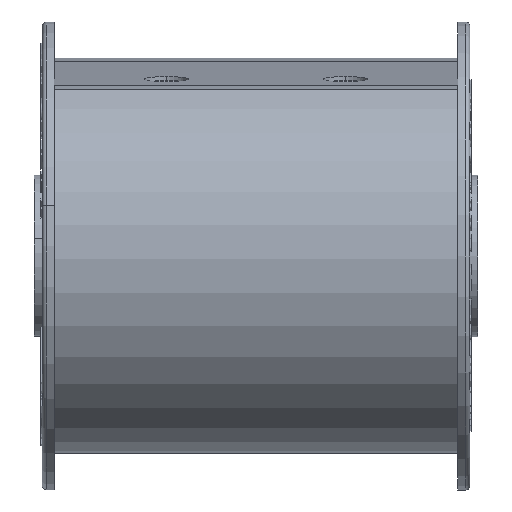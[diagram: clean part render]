
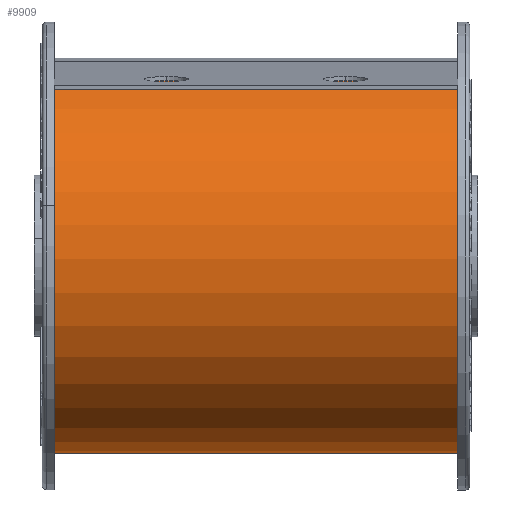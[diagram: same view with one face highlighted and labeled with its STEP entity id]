
A CAD part, left-side view. The second image highlights one B-rep face of the part: STEP entity #9909.
In plain terms, the highlighted cylindrical face has radius 24.25 mm (diameter 48.5 mm), a partial arc.
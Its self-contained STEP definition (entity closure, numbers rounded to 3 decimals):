
#205 = EDGE_CURVE ( 'NONE', #5504, #5773, #10763, .T. ) ;
#767 = CARTESIAN_POINT ( 'NONE',  ( -0.25, 50., 0. ) ) ;
#853 = CARTESIAN_POINT ( 'NONE',  ( -24.5, 50., 0. ) ) ;
#873 = ORIENTED_EDGE ( 'NONE', *, *, #205, .F. ) ;
#1127 = EDGE_CURVE ( 'NONE', #5047, #9795, #17833, .T. ) ;
#2349 = DIRECTION ( 'NONE',  ( 0., -1., 0. ) ) ;
#2555 = DIRECTION ( 'NONE',  ( 0., -1., 0. ) ) ;
#2898 = CYLINDRICAL_SURFACE ( 'NONE', #16452, 24.25 ) ;
#2902 = CIRCLE ( 'NONE', #7443, 24.25 ) ;
#2935 = AXIS2_PLACEMENT_3D ( 'NONE', #12114, #10570, #17793 ) ;
#4749 = ORIENTED_EDGE ( 'NONE', *, *, #17586, .F. ) ;
#5047 = VERTEX_POINT ( 'NONE', #853 ) ;
#5068 = EDGE_LOOP ( 'NONE', ( #4749, #873, #8265, #11579 ) ) ;
#5071 = CARTESIAN_POINT ( 'NONE',  ( -24.5, 0., 0. ) ) ;
#5251 = DIRECTION ( 'NONE',  ( 1., 0., 0. ) ) ;
#5504 = VERTEX_POINT ( 'NONE', #21643 ) ;
#5773 = VERTEX_POINT ( 'NONE', #13807 ) ;
#6815 = VECTOR ( 'NONE', #16223, 1000. ) ;
#7443 = AXIS2_PLACEMENT_3D ( 'NONE', #9592, #2349, #5251 ) ;
#7866 = CIRCLE ( 'NONE', #2935, 24.25 ) ;
#8265 = ORIENTED_EDGE ( 'NONE', *, *, #16332, .T. ) ;
#9074 = CARTESIAN_POINT ( 'NONE',  ( -24.5, 50., 0. ) ) ;
#9592 = CARTESIAN_POINT ( 'NONE',  ( -0.25, 50., 0. ) ) ;
#9795 = VERTEX_POINT ( 'NONE', #5071 ) ;
#9909 = ADVANCED_FACE ( 'NONE', ( #22595 ), #2898, .T. ) ;
#10570 = DIRECTION ( 'NONE',  ( 0., -1., 0. ) ) ;
#10763 = LINE ( 'NONE', #21777, #6815 ) ;
#11579 = ORIENTED_EDGE ( 'NONE', *, *, #1127, .T. ) ;
#12043 = DIRECTION ( 'NONE',  ( 0., 0., -1. ) ) ;
#12114 = CARTESIAN_POINT ( 'NONE',  ( -0.25, 0., 0. ) ) ;
#13807 = CARTESIAN_POINT ( 'NONE',  ( 24., 0., 0. ) ) ;
#16223 = DIRECTION ( 'NONE',  ( 0., -1., 0. ) ) ;
#16332 = EDGE_CURVE ( 'NONE', #5504, #5047, #2902, .T. ) ;
#16452 = AXIS2_PLACEMENT_3D ( 'NONE', #767, #2555, #12043 ) ;
#17586 = EDGE_CURVE ( 'NONE', #5773, #9795, #7866, .T. ) ;
#17733 = VECTOR ( 'NONE', #19613, 1000. ) ;
#17793 = DIRECTION ( 'NONE',  ( 1., 0., 0. ) ) ;
#17833 = LINE ( 'NONE', #9074, #17733 ) ;
#19613 = DIRECTION ( 'NONE',  ( 0., -1., 0. ) ) ;
#21643 = CARTESIAN_POINT ( 'NONE',  ( 24., 50., 0. ) ) ;
#21777 = CARTESIAN_POINT ( 'NONE',  ( 24., 50., 0. ) ) ;
#22595 = FACE_OUTER_BOUND ( 'NONE', #5068, .T. ) ;
